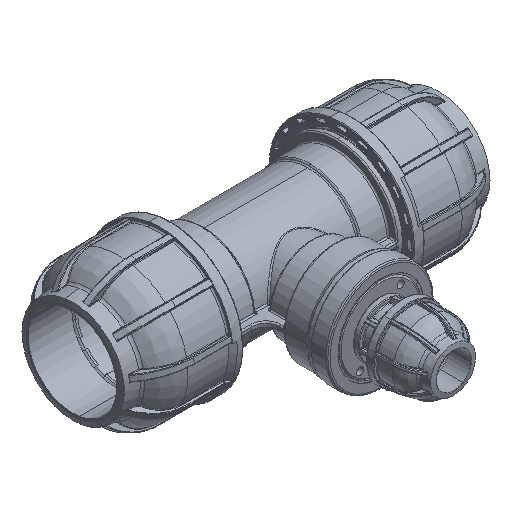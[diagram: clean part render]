
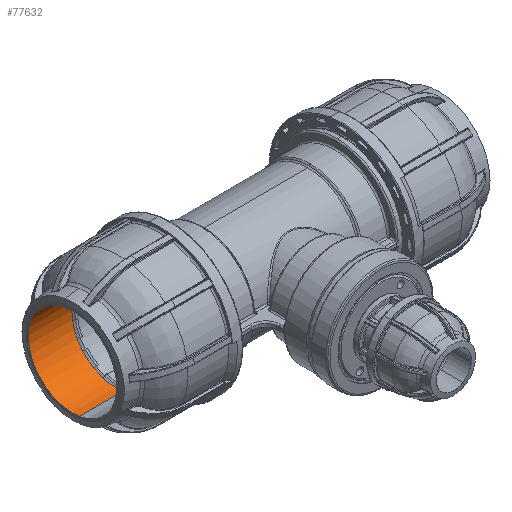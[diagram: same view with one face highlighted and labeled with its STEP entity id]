
A CAD part, isometric view. The second image highlights one B-rep face of the part: STEP entity #77632.
In plain terms, the highlighted cylindrical face has radius 32 mm (diameter 64 mm), a partial arc.
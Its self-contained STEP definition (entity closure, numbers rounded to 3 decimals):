
#498 = DIRECTION ( 'NONE',  ( 0., -0.159, -0.987 ) ) ;
#1886 = EDGE_CURVE ( 'NONE', #64241, #76765, #36530, .T. ) ;
#2176 = EDGE_CURVE ( 'NONE', #64241, #74851, #68300, .T. ) ;
#9842 = AXIS2_PLACEMENT_3D ( 'NONE', #70332, #43072, #498 ) ;
#19086 = EDGE_CURVE ( 'NONE', #74851, #56735, #70067, .T. ) ;
#19465 = CARTESIAN_POINT ( 'NONE',  ( -132.8, -5.092, -31.592 ) ) ;
#20136 = CARTESIAN_POINT ( 'NONE',  ( -132.8, 0., 0. ) ) ;
#22118 = LINE ( 'NONE', #74155, #83507 ) ;
#23512 = CARTESIAN_POINT ( 'NONE',  ( -101.3, -5.092, -31.592 ) ) ;
#27908 = CARTESIAN_POINT ( 'NONE',  ( -132.8, -5.092, -31.592 ) ) ;
#36349 = AXIS2_PLACEMENT_3D ( 'NONE', #46861, #60992, #68000 ) ;
#36530 = CIRCLE ( 'NONE', #9842, 32. ) ;
#37687 = AXIS2_PLACEMENT_3D ( 'NONE', #20136, #83269, #49191 ) ;
#39966 = ORIENTED_EDGE ( 'NONE', *, *, #1886, .T. ) ;
#43072 = DIRECTION ( 'NONE',  ( 1., 0., 0. ) ) ;
#46097 = FACE_OUTER_BOUND ( 'NONE', #70657, .T. ) ;
#46861 = CARTESIAN_POINT ( 'NONE',  ( -132.8, 0., 0. ) ) ;
#49191 = DIRECTION ( 'NONE',  ( 0., -0.159, -0.987 ) ) ;
#52713 = DIRECTION ( 'NONE',  ( -1., 0., 0. ) ) ;
#53629 = CARTESIAN_POINT ( 'NONE',  ( -101.3, 5.092, 31.592 ) ) ;
#56735 = VERTEX_POINT ( 'NONE', #80291 ) ;
#60372 = CYLINDRICAL_SURFACE ( 'NONE', #36349, 32. ) ;
#60992 = DIRECTION ( 'NONE',  ( -1., 0., 0. ) ) ;
#61116 = ORIENTED_EDGE ( 'NONE', *, *, #64894, .T. ) ;
#61735 = DIRECTION ( 'NONE',  ( -1., 0., 0. ) ) ;
#64241 = VERTEX_POINT ( 'NONE', #23512 ) ;
#64894 = EDGE_CURVE ( 'NONE', #76765, #56735, #22118, .T. ) ;
#68000 = DIRECTION ( 'NONE',  ( 0., -0.159, -0.987 ) ) ;
#68300 = LINE ( 'NONE', #19465, #85776 ) ;
#69177 = ORIENTED_EDGE ( 'NONE', *, *, #19086, .F. ) ;
#70067 = CIRCLE ( 'NONE', #37687, 32. ) ;
#70332 = CARTESIAN_POINT ( 'NONE',  ( -101.3, 0., 0. ) ) ;
#70657 = EDGE_LOOP ( 'NONE', ( #39966, #61116, #69177, #80181 ) ) ;
#74155 = CARTESIAN_POINT ( 'NONE',  ( -132.8, 5.092, 31.592 ) ) ;
#74851 = VERTEX_POINT ( 'NONE', #27908 ) ;
#76765 = VERTEX_POINT ( 'NONE', #53629 ) ;
#77632 = ADVANCED_FACE ( 'NONE', ( #46097 ), #60372, .F. ) ;
#80181 = ORIENTED_EDGE ( 'NONE', *, *, #2176, .F. ) ;
#80291 = CARTESIAN_POINT ( 'NONE',  ( -132.8, 5.092, 31.592 ) ) ;
#83269 = DIRECTION ( 'NONE',  ( 1., 0., 0. ) ) ;
#83507 = VECTOR ( 'NONE', #52713, 1000. ) ;
#85776 = VECTOR ( 'NONE', #61735, 1000. ) ;
